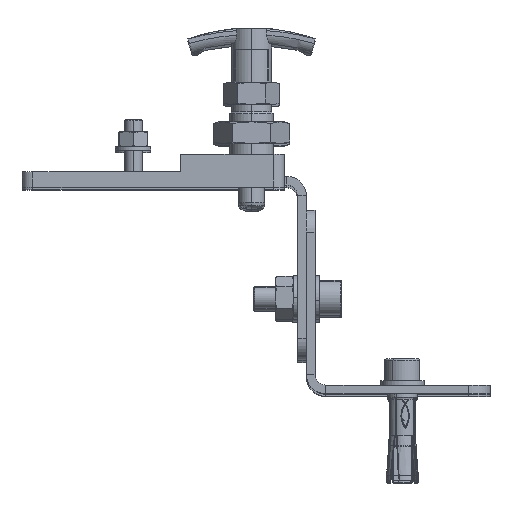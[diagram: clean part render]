
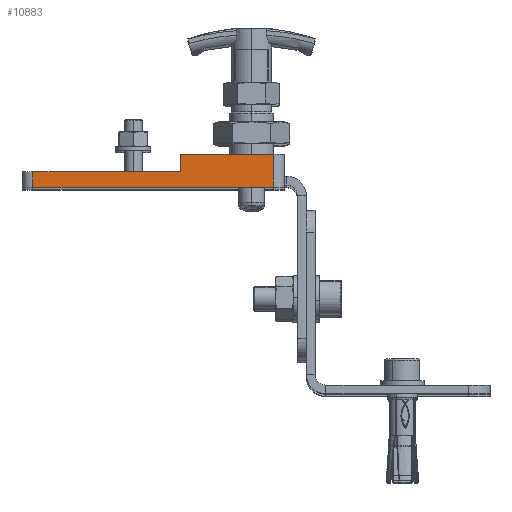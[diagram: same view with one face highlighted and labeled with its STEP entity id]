
A CAD part, top view. The second image highlights one B-rep face of the part: STEP entity #10883.
In plain terms, the highlighted face is planar.
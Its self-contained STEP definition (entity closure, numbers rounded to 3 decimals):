
#467 = LINE ( 'NONE', #5312, #16851 ) ;
#747 = ORIENTED_EDGE ( 'NONE', *, *, #9308, .T. ) ;
#1130 = AXIS2_PLACEMENT_3D ( 'NONE', #11260, #13039, #13144 ) ;
#1246 = CARTESIAN_POINT ( 'NONE',  ( 120., -47.5, 15. ) ) ;
#1689 = CARTESIAN_POINT ( 'NONE',  ( 120., -120., 7. ) ) ;
#2188 = VERTEX_POINT ( 'NONE', #16695 ) ;
#2523 = ORIENTED_EDGE ( 'NONE', *, *, #13052, .F. ) ;
#2595 = DIRECTION ( 'NONE',  ( 0., 1., 0. ) ) ;
#2694 = LINE ( 'NONE', #12246, #13656 ) ;
#3553 = CARTESIAN_POINT ( 'NONE',  ( 120., 0., 15. ) ) ;
#4577 = CARTESIAN_POINT ( 'NONE',  ( 120., -47.5, 7. ) ) ;
#5102 = VECTOR ( 'NONE', #9625, 1000. ) ;
#5312 = CARTESIAN_POINT ( 'NONE',  ( 120., -115., 15. ) ) ;
#5436 = VECTOR ( 'NONE', #13950, 1000. ) ;
#5759 = CARTESIAN_POINT ( 'NONE',  ( 120., -5., 15. ) ) ;
#5932 = EDGE_LOOP ( 'NONE', ( #747, #11851, #11161, #16185, #2523, #18424 ) ) ;
#6743 = LINE ( 'NONE', #1689, #11635 ) ;
#7111 = LINE ( 'NONE', #19924, #19030 ) ;
#7402 = EDGE_CURVE ( 'NONE', #16358, #8772, #7111, .T. ) ;
#7552 = LINE ( 'NONE', #20555, #5436 ) ;
#8561 = DIRECTION ( 'NONE',  ( 0., 0., -1. ) ) ;
#8576 = VERTEX_POINT ( 'NONE', #14789 ) ;
#8772 = VERTEX_POINT ( 'NONE', #1246 ) ;
#9198 = EDGE_CURVE ( 'NONE', #2188, #8576, #2694, .T. ) ;
#9308 = EDGE_CURVE ( 'NONE', #16358, #15324, #6743, .T. ) ;
#9625 = DIRECTION ( 'NONE',  ( 0., 1., 0. ) ) ;
#10883 = ADVANCED_FACE ( 'NONE', ( #14718 ), #11672, .F. ) ;
#11161 = ORIENTED_EDGE ( 'NONE', *, *, #9198, .T. ) ;
#11260 = CARTESIAN_POINT ( 'NONE',  ( 120., 0., 15. ) ) ;
#11526 = VERTEX_POINT ( 'NONE', #5759 ) ;
#11635 = VECTOR ( 'NONE', #16288, 1000. ) ;
#11672 = PLANE ( 'NONE',  #1130 ) ;
#11720 = EDGE_CURVE ( 'NONE', #15324, #2188, #467, .T. ) ;
#11798 = CARTESIAN_POINT ( 'NONE',  ( 120., -115., 7. ) ) ;
#11851 = ORIENTED_EDGE ( 'NONE', *, *, #11720, .T. ) ;
#12246 = CARTESIAN_POINT ( 'NONE',  ( 120., 0., 0. ) ) ;
#13039 = DIRECTION ( 'NONE',  ( -1., 0., 0. ) ) ;
#13052 = EDGE_CURVE ( 'NONE', #8772, #11526, #19191, .T. ) ;
#13144 = DIRECTION ( 'NONE',  ( 0., -1., 0. ) ) ;
#13656 = VECTOR ( 'NONE', #2595, 1000. ) ;
#13950 = DIRECTION ( 'NONE',  ( 0., 0., 1. ) ) ;
#14718 = FACE_OUTER_BOUND ( 'NONE', #5932, .T. ) ;
#14789 = CARTESIAN_POINT ( 'NONE',  ( 120., -5., 0. ) ) ;
#15324 = VERTEX_POINT ( 'NONE', #11798 ) ;
#15969 = EDGE_CURVE ( 'NONE', #8576, #11526, #7552, .T. ) ;
#16185 = ORIENTED_EDGE ( 'NONE', *, *, #15969, .T. ) ;
#16288 = DIRECTION ( 'NONE',  ( 0., -1., 0. ) ) ;
#16358 = VERTEX_POINT ( 'NONE', #4577 ) ;
#16695 = CARTESIAN_POINT ( 'NONE',  ( 120., -115., 0. ) ) ;
#16851 = VECTOR ( 'NONE', #8561, 1000. ) ;
#18343 = DIRECTION ( 'NONE',  ( 0., 0., 1. ) ) ;
#18424 = ORIENTED_EDGE ( 'NONE', *, *, #7402, .F. ) ;
#19030 = VECTOR ( 'NONE', #18343, 1000. ) ;
#19191 = LINE ( 'NONE', #3553, #5102 ) ;
#19924 = CARTESIAN_POINT ( 'NONE',  ( 120., -47.5, 7. ) ) ;
#20555 = CARTESIAN_POINT ( 'NONE',  ( 120., -5., 15. ) ) ;
